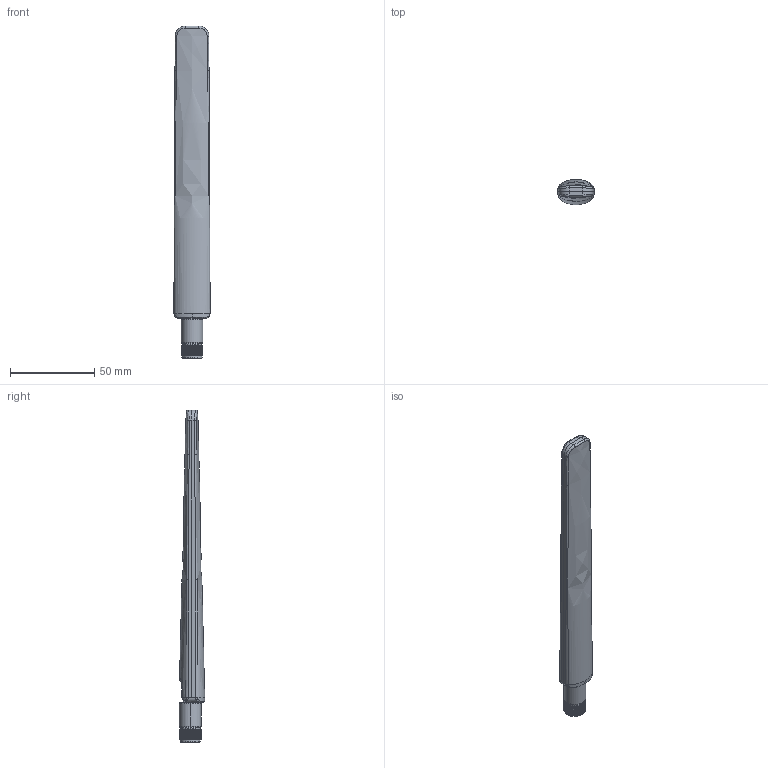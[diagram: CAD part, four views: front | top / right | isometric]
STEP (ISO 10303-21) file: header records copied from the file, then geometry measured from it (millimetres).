
FILE_DESCRIPTION (( 'STEP AP214' ), '1' );
FILE_NAME ('PR1US540.STEP', '2024-04-03T06:08:03', ( '' ), ( '' ), 'SwSTEP 2.0', 'SolidWorks 2024', '' );
FILE_SCHEMA (( 'AUTOMOTIVE_DESIGN' ));
Length unit declared in the file: millimetre
Products named in the file (11): ASM0029_ASM_ASM.STP; PR1US540.STP; PRT0066.STP; PRT0068.STP; ASM0028_ASM_ASM.STP; ASM0031_ASM_ASM.STP; PRT0067.STP; PR1US540; ASM0030_ASM_ASM.STP; PRT0069.STP; ASM0027_ASM_ASM.STP
Assembly tree (10 placements, depth 8):
  PR1US540
    PR1US540.STP
      ASM0027_ASM_ASM.STP
        ASM0028_ASM_ASM.STP
          ASM0029_ASM_ASM.STP
            ASM0030_ASM_ASM.STP
              ASM0031_ASM_ASM.STP
                PRT0068.STP
                PRT0069.STP
            PRT0066.STP
            PRT0067.STP
Bounding box: 21.58 x 15.14 x 197.46 mm (x, y, z)
Volume: 16074.1 mm3; surface area: 22657.8 mm2
Topology: 4 solids, 5 shells, 750 faces, 2114 edges, 1396 vertices
Faces by surface type: plane 323, cylinder 235, bspline 144, cone 28, torus 20
Entity records: 37491 total; most frequent: CARTESIAN_POINT 19379, ORIENTED_EDGE 4224, DIRECTION 3038, EDGE_CURVE 2112, VERTEX_POINT 1396, AXIS2_PLACEMENT_3D 1045, LINE 948, VECTOR 948
